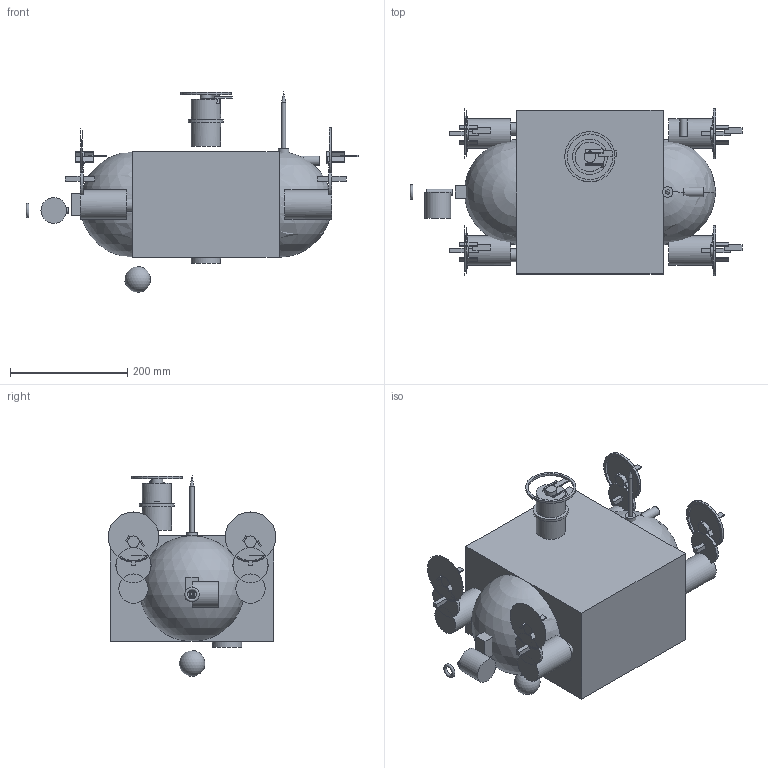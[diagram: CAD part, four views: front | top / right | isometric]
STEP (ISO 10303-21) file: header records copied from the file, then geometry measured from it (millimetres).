
FILE_DESCRIPTION(('FreeCAD Model'),'2;1');
FILE_NAME('Open CASCADE Shape Model','2026-01-02T20:29:53',('FreeCAD'),( 'FreeCAD'),'Open CASCADE STEP processor 7.5','FreeCAD','Unknown');
FILE_SCHEMA(('AUTOMOTIVE_DESIGN { 1 0 10303 214 1 1 1 1 }'));
Length unit declared in the file: millimetre
Products named in the file (57): Open CASCADE STEP translator 7.5 1; Open CASCADE STEP translator 7.5 1.1; Open CASCADE STEP translator 7.5 1.2; Open CASCADE STEP translator 7.5 1.3; Open CASCADE STEP translator 7.5 1.3.1; Open CASCADE STEP translator 7.5 1.3.2; Open CASCADE STEP translator 7.5 1.3.3; Open CASCADE STEP translator 7.5 1.3.4; Open CASCADE STEP translator 7.5 1.4; Open CASCADE STEP translator 7.5 1.4.1; Open CASCADE STEP translator 7.5 1.4.2; Open CASCADE STEP translator 7.5 1.4.3; Open CASCADE STEP translator 7.5 1.4.4; Open CASCADE STEP translator 7.5 1.5; Open CASCADE STEP translator 7.5 1.5.1; Open CASCADE STEP translator 7.5 1.5.2; Open CASCADE STEP translator 7.5 1.5.3; Open CASCADE STEP translator 7.5 1.5.4; Open CASCADE STEP translator 7.5 1.6; Open CASCADE STEP translator 7.5 1.6.1; Open CASCADE STEP translator 7.5 1.6.2; Open CASCADE STEP translator 7.5 1.6.3; Open CASCADE STEP translator 7.5 1.6.4; Open CASCADE STEP translator 7.5 1.7; Open CASCADE STEP translator 7.5 1.7.1; Open CASCADE STEP translator 7.5 1.7.2; Open CASCADE STEP translator 7.5 1.8; Open CASCADE STEP translator 7.5 1.8.1; Open CASCADE STEP translator 7.5 1.8.2; Open CASCADE STEP translator 7.5 1.9; Open CASCADE STEP translator 7.5 1.10; Open CASCADE STEP translator 7.5 1.11; Open CASCADE STEP translator 7.5 1.12; Open CASCADE STEP translator 7.5 1.13; Open CASCADE STEP translator 7.5 1.14; Open CASCADE STEP translator 7.5 1.15; Open CASCADE STEP translator 7.5 1.16; Open CASCADE STEP translator 7.5 1.17; Open CASCADE STEP translator 7.5 1.18; Open CASCADE STEP translator 7.5 1.19 ...
Assembly tree (56 placements, depth 3):
  Open CASCADE STEP translator 7.5 1
    Open CASCADE STEP translator 7.5 1.1
    Open CASCADE STEP translator 7.5 1.2
    Open CASCADE STEP translator 7.5 1.3
      Open CASCADE STEP translator 7.5 1.3.1
      Open CASCADE STEP translator 7.5 1.3.2
      Open CASCADE STEP translator 7.5 1.3.3
      Open CASCADE STEP translator 7.5 1.3.4
    Open CASCADE STEP translator 7.5 1.4
      Open CASCADE STEP translator 7.5 1.4.1
      Open CASCADE STEP translator 7.5 1.4.2
      Open CASCADE STEP translator 7.5 1.4.3
      Open CASCADE STEP translator 7.5 1.4.4
    Open CASCADE STEP translator 7.5 1.5
      Open CASCADE STEP translator 7.5 1.5.1
      Open CASCADE STEP translator 7.5 1.5.2
      Open CASCADE STEP translator 7.5 1.5.3
      Open CASCADE STEP translator 7.5 1.5.4
    Open CASCADE STEP translator 7.5 1.6
      Open CASCADE STEP translator 7.5 1.6.1
      Open CASCADE STEP translator 7.5 1.6.2
      Open CASCADE STEP translator 7.5 1.6.3
      Open CASCADE STEP translator 7.5 1.6.4
    Open CASCADE STEP translator 7.5 1.7
      Open CASCADE STEP translator 7.5 1.7.1
      Open CASCADE STEP translator 7.5 1.7.2
    Open CASCADE STEP translator 7.5 1.8
      Open CASCADE STEP translator 7.5 1.8.1
      Open CASCADE STEP translator 7.5 1.8.2
    Open CASCADE STEP translator 7.5 1.9
    Open CASCADE STEP translator 7.5 1.10
    Open CASCADE STEP translator 7.5 1.11
    Open CASCADE STEP translator 7.5 1.12
    Open CASCADE STEP translator 7.5 1.13
    Open CASCADE STEP translator 7.5 1.14
    Open CASCADE STEP translator 7.5 1.15
    Open CASCADE STEP translator 7.5 1.16
    Open CASCADE STEP translator 7.5 1.17
    Open CASCADE STEP translator 7.5 1.18
    Open CASCADE STEP translator 7.5 1.19
    Open CASCADE STEP translator 7.5 1.20
    Open CASCADE STEP translator 7.5 1.21
    Open CASCADE STEP translator 7.5 1.22
    Open CASCADE STEP translator 7.5 1.23
    Open CASCADE STEP translator 7.5 1.24
    Open CASCADE STEP translator 7.5 1.25
    Open CASCADE STEP translator 7.5 1.26
    Open CASCADE STEP translator 7.5 1.27
    Open CASCADE STEP translator 7.5 1.28
    Open CASCADE STEP translator 7.5 1.29
    Open CASCADE STEP translator 7.5 1.30
    Open CASCADE STEP translator 7.5 1.31
    Open CASCADE STEP translator 7.5 1.32
    Open CASCADE STEP translator 7.5 1.33
    Open CASCADE STEP translator 7.5 1.34
    Open CASCADE STEP translator 7.5 1.35
    Open CASCADE STEP translator 7.5 1.36
Bounding box: 567.5 x 285.88 x 343 mm (x, y, z)
Volume: 3938312.7 mm3; surface area: 1154681.2 mm2
Topology: 50 solids, 51 shells, 426 faces, 925 edges, 583 vertices
Faces by surface type: plane 358, cylinder 60, sphere 6, cone 1, torus 1
Full cylindrical faces by diameter (mm): 6 x1, 7 x1, 10 x1, 12 x1, 16 x1, 18 x10, 20 x7, 22 x2, 44 x1, 50 x8, 60 x2, 78 x4, 86 x2
Entity records: 24427 total; most frequent: CARTESIAN_POINT 4888, DIRECTION 3599, LINE 1933, VECTOR 1933, ORIENTED_EDGE 1786, PCURVE 1786, DEFINITIONAL_REPRESENTATION 1786, EDGE_CURVE 893
